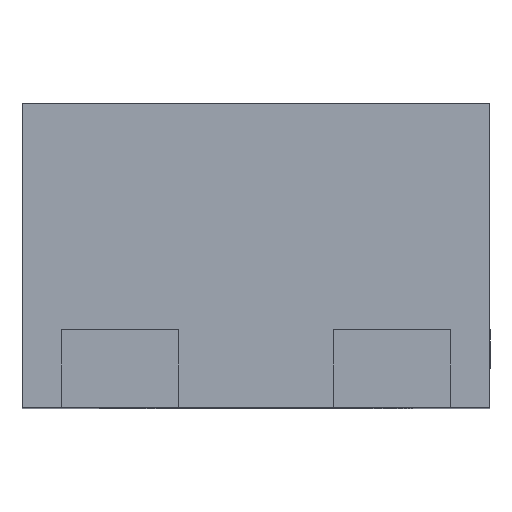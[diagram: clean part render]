
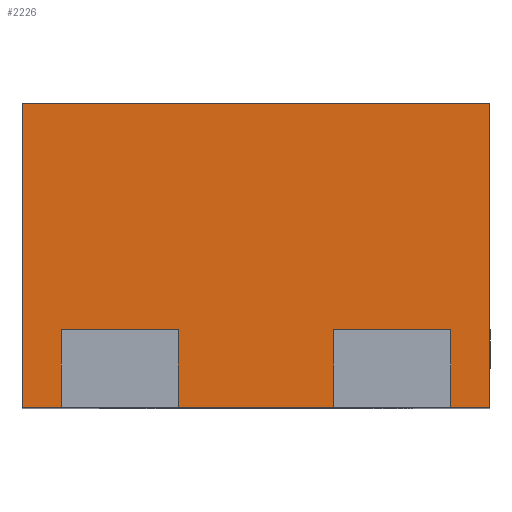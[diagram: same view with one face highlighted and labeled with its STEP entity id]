
A CAD part, top view. The second image highlights one B-rep face of the part: STEP entity #2226.
In plain terms, the highlighted planar face has unit normal (0, 0, 1).
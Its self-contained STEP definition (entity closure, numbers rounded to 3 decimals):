
#410=ORIENTED_EDGE('',*,*,#915,.T.);
#411=ORIENTED_EDGE('',*,*,#914,.T.);
#412=ORIENTED_EDGE('',*,*,#904,.F.);
#413=ORIENTED_EDGE('',*,*,#860,.T.);
#414=ORIENTED_EDGE('',*,*,#852,.F.);
#415=ORIENTED_EDGE('',*,*,#864,.F.);
#416=ORIENTED_EDGE('',*,*,#909,.F.);
#417=ORIENTED_EDGE('',*,*,#898,.T.);
#418=ORIENTED_EDGE('',*,*,#890,.F.);
#419=ORIENTED_EDGE('',*,*,#902,.F.);
#420=ORIENTED_EDGE('',*,*,#908,.F.);
#421=ORIENTED_EDGE('',*,*,#916,.F.);
#852=EDGE_CURVE('',#1144,#1145,#1376,.T.);
#860=EDGE_CURVE('',#1149,#1145,#1383,.T.);
#864=EDGE_CURVE('',#1151,#1144,#1387,.T.);
#890=EDGE_CURVE('',#1170,#1171,#1408,.T.);
#898=EDGE_CURVE('',#1175,#1171,#1415,.T.);
#902=EDGE_CURVE('',#1177,#1170,#1419,.T.);
#904=EDGE_CURVE('',#1149,#1178,#1420,.T.);
#908=EDGE_CURVE('',#1181,#1177,#1424,.T.);
#909=EDGE_CURVE('',#1175,#1151,#1425,.T.);
#914=EDGE_CURVE('',#1184,#1178,#1430,.T.);
#915=EDGE_CURVE('',#1185,#1184,#1431,.T.);
#916=EDGE_CURVE('',#1185,#1181,#1432,.T.);
#1144=VERTEX_POINT('',#3697);
#1145=VERTEX_POINT('',#3699);
#1149=VERTEX_POINT('',#3714);
#1151=VERTEX_POINT('',#3720);
#1170=VERTEX_POINT('',#3773);
#1171=VERTEX_POINT('',#3775);
#1175=VERTEX_POINT('',#3790);
#1177=VERTEX_POINT('',#3796);
#1178=VERTEX_POINT('',#3802);
#1181=VERTEX_POINT('',#3808);
#1184=VERTEX_POINT('',#3819);
#1185=VERTEX_POINT('',#3823);
#1376=LINE('',#3698,#1652);
#1383=LINE('',#3713,#1659);
#1387=LINE('',#3721,#1663);
#1408=LINE('',#3774,#1684);
#1415=LINE('',#3789,#1691);
#1419=LINE('',#3797,#1695);
#1420=LINE('',#3801,#1696);
#1424=LINE('',#3809,#1700);
#1425=LINE('',#3810,#1701);
#1430=LINE('',#3820,#1706);
#1431=LINE('',#3822,#1707);
#1432=LINE('',#3824,#1708);
#1652=VECTOR('',#3071,1000.);
#1659=VECTOR('',#3086,1000.);
#1663=VECTOR('',#3092,1000.);
#1684=VECTOR('',#3139,1000.);
#1691=VECTOR('',#3154,1000.);
#1695=VECTOR('',#3160,1000.);
#1696=VECTOR('',#3167,1000.);
#1700=VECTOR('',#3171,1000.);
#1701=VECTOR('',#3172,1000.);
#1706=VECTOR('',#3181,1000.);
#1707=VECTOR('',#3184,1000.);
#1708=VECTOR('',#3185,1000.);
#1899=EDGE_LOOP('',(#410,#411,#412,#413,#414,#415,#416,#417,#418,#419,#420,
#421));
#2021=FACE_BOUND('',#1899,.T.);
#2125=PLANE('',#2801);
#2226=ADVANCED_FACE('',(#2021),#2125,.T.);
#2801=AXIS2_PLACEMENT_3D('',#3821,#3182,#3183);
#3071=DIRECTION('',(-1.,0.,0.));
#3086=DIRECTION('',(0.,1.,0.));
#3092=DIRECTION('',(0.,1.,0.));
#3139=DIRECTION('',(-1.,0.,0.));
#3154=DIRECTION('',(0.,1.,0.));
#3160=DIRECTION('',(0.,1.,0.));
#3167=DIRECTION('',(-1.,0.,0.));
#3171=DIRECTION('',(-1.,0.,0.));
#3172=DIRECTION('',(-1.,0.,0.));
#3181=DIRECTION('',(0.,-1.,0.));
#3182=DIRECTION('',(0.,0.,1.));
#3183=DIRECTION('',(1.,0.,0.));
#3184=DIRECTION('',(-1.,0.,0.));
#3185=DIRECTION('',(0.,-1.,0.));
#3697=CARTESIAN_POINT('',(-48.805,0.1,32.684));
#3698=CARTESIAN_POINT('',(-48.805,0.1,32.684));
#3699=CARTESIAN_POINT('',(-48.955,0.1,32.684));
#3713=CARTESIAN_POINT('',(-48.955,0.,32.684));
#3714=CARTESIAN_POINT('',(-48.955,0.,32.684));
#3720=CARTESIAN_POINT('',(-48.805,0.,32.684));
#3721=CARTESIAN_POINT('',(-48.805,0.,32.684));
#3773=CARTESIAN_POINT('',(-48.455,0.1,32.684));
#3774=CARTESIAN_POINT('',(-48.455,0.1,32.684));
#3775=CARTESIAN_POINT('',(-48.605,0.1,32.684));
#3789=CARTESIAN_POINT('',(-48.605,0.,32.684));
#3790=CARTESIAN_POINT('',(-48.605,0.,32.684));
#3796=CARTESIAN_POINT('',(-48.455,0.,32.684));
#3797=CARTESIAN_POINT('',(-48.455,0.,32.684));
#3801=CARTESIAN_POINT('',(-48.405,0.,32.684));
#3802=CARTESIAN_POINT('',(-49.005,0.,32.684));
#3808=CARTESIAN_POINT('',(-48.405,0.,32.684));
#3809=CARTESIAN_POINT('',(-48.405,0.,32.684));
#3810=CARTESIAN_POINT('',(-48.405,0.,32.684));
#3819=CARTESIAN_POINT('',(-49.005,0.39,32.684));
#3820=CARTESIAN_POINT('',(-49.005,0.4,32.684));
#3821=CARTESIAN_POINT('',(-48.405,0.4,32.684));
#3822=CARTESIAN_POINT('',(-48.405,0.39,32.684));
#3823=CARTESIAN_POINT('',(-48.405,0.39,32.684));
#3824=CARTESIAN_POINT('',(-48.405,0.4,32.684));
